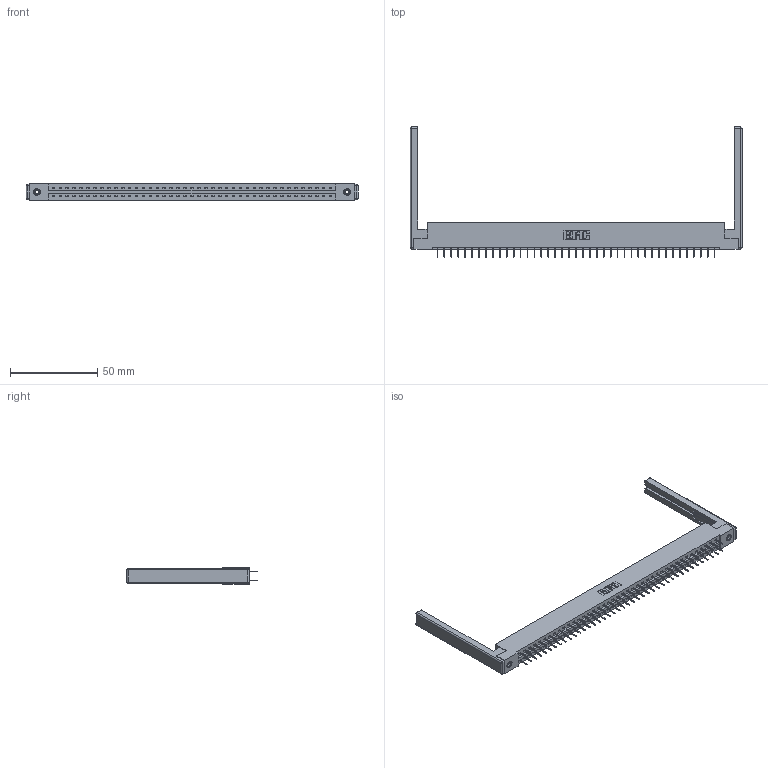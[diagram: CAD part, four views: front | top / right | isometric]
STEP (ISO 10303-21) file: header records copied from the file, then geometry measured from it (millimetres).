
FILE_DESCRIPTION (( 'STEP AP203' ), '1' );
FILE_NAME ('337-082-524-268.STEP', '2019-10-10T13:00:05', ( '' ), ( '' ), 'SwSTEP 2.0', 'SolidWorks 2016', '' );
FILE_SCHEMA (( 'CONFIG_CONTROL_DESIGN' ));
Length unit declared in the file: inch
Products named in the file (5): 345-250-001_345-250-001-102; 307-220-068; 337 Part_Flush Mounting Lugs - 0.156 Dia-TI; 345-292-001_345-293-124; 337-082-524-268
Assembly tree (87 placements, depth 2):
  337-082-524-268
    337 Part_Flush Mounting Lugs - 0.156 Dia-TI
    345-292-001_345-293-124  x82
    345-250-001_345-250-001-102  x2
    307-220-068  x2
Bounding box: 189.89 x 74.43 x 9.4 mm (x, y, z)
Volume: 24259.5 mm3; surface area: 26108.8 mm2
Topology: 87 solids, 87 shells, 5024 faces, 14231 edges, 9138 vertices
Faces by surface type: plane 3766, cylinder 1234, cone 12, sphere 8, torus 4
Entity records: 34752 total; most frequent: CARTESIAN_POINT 5819, ORIENTED_EDGE 5744, DIRECTION 5022, EDGE_CURVE 2872, VECTOR 2698, LINE 2698, VERTEX_POINT 1902, AXIS2_PLACEMENT_3D 1162
